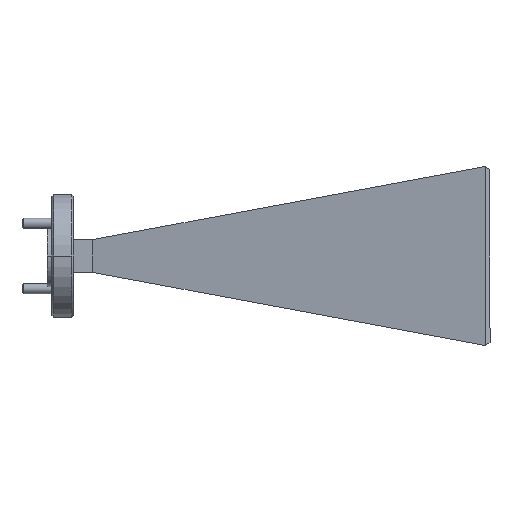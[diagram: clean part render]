
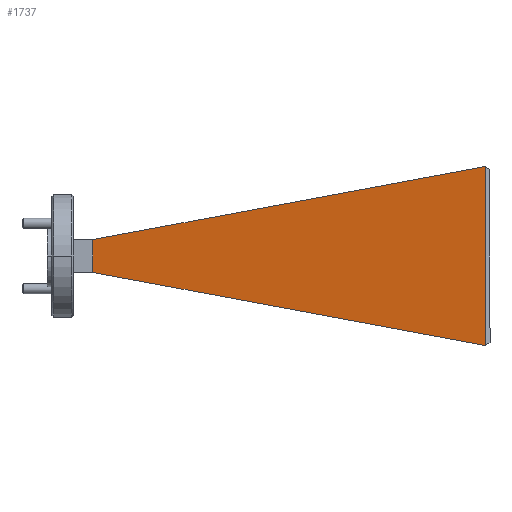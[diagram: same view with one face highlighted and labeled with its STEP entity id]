
A CAD part, front view. The second image highlights one B-rep face of the part: STEP entity #1737.
In plain terms, the highlighted planar face has unit normal (-0.153, -0.988, 0).
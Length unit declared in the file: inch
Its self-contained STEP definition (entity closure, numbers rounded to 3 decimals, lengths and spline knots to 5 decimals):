
#80 = ORIENTED_EDGE ( 'NONE', *, *, #1331, .T. ) ;
#132 = CARTESIAN_POINT ( 'NONE',  ( -2.7707, 1.48935, -0.16536 ) ) ;
#161 = DIRECTION ( 'NONE',  ( 0., 0., 1. ) ) ;
#223 = CARTESIAN_POINT ( 'NONE',  ( -0.38034, 1.11894, 0.38061 ) ) ;
#252 = VECTOR ( 'NONE', #876, 39.37008 ) ;
#257 = ORIENTED_EDGE ( 'NONE', *, *, #655, .F. ) ;
#367 = LINE ( 'NONE', #132, #252 ) ;
#479 = LINE ( 'NONE', #924, #2109 ) ;
#487 = VERTEX_POINT ( 'NONE', #1519 ) ;
#492 = EDGE_CURVE ( 'NONE', #487, #1588, #618, .T. ) ;
#584 = EDGE_LOOP ( 'NONE', ( #257, #1186, #782, #80 ) ) ;
#618 = LINE ( 'NONE', #718, #1248 ) ;
#655 = EDGE_CURVE ( 'NONE', #487, #2344, #789, .T. ) ;
#718 = CARTESIAN_POINT ( 'NONE',  ( -0.38034, 1.11894, -0.16536 ) ) ;
#782 = ORIENTED_EDGE ( 'NONE', *, *, #1580, .F. ) ;
#789 = LINE ( 'NONE', #1698, #1627 ) ;
#876 = DIRECTION ( 'NONE',  ( 0., 0., -1. ) ) ;
#924 = CARTESIAN_POINT ( 'NONE',  ( -2.7707, 1.48935, -0.06536 ) ) ;
#936 = DIRECTION ( 'NONE',  ( 0.972, -0.151, 0.181 ) ) ;
#944 = CARTESIAN_POINT ( 'NONE',  ( -0.98387, 1.21246, -0.16536 ) ) ;
#1186 = ORIENTED_EDGE ( 'NONE', *, *, #492, .T. ) ;
#1248 = VECTOR ( 'NONE', #161, 39.37008 ) ;
#1287 = CARTESIAN_POINT ( 'NONE',  ( -2.7707, 1.48935, -0.06536 ) ) ;
#1331 = EDGE_CURVE ( 'NONE', #1406, #2344, #367, .T. ) ;
#1364 = CARTESIAN_POINT ( 'NONE',  ( -2.7707, 1.48935, -0.26536 ) ) ;
#1406 = VERTEX_POINT ( 'NONE', #1287 ) ;
#1519 = CARTESIAN_POINT ( 'NONE',  ( -0.38034, 1.11894, -0.71133 ) ) ;
#1532 = PLANE ( 'NONE',  #1633 ) ;
#1580 = EDGE_CURVE ( 'NONE', #1406, #1588, #479, .T. ) ;
#1588 = VERTEX_POINT ( 'NONE', #223 ) ;
#1627 = VECTOR ( 'NONE', #2101, 39.37008 ) ;
#1633 = AXIS2_PLACEMENT_3D ( 'NONE', #944, #1696, #1705 ) ;
#1696 = DIRECTION ( 'NONE',  ( -0.153, -0.988, 0. ) ) ;
#1698 = CARTESIAN_POINT ( 'NONE',  ( -0.38034, 1.11894, -0.71133 ) ) ;
#1705 = DIRECTION ( 'NONE',  ( 0.988, -0.153, 0. ) ) ;
#1737 = ADVANCED_FACE ( 'NONE', ( #2017 ), #1532, .T. ) ;
#2017 = FACE_OUTER_BOUND ( 'NONE', #584, .T. ) ;
#2101 = DIRECTION ( 'NONE',  ( -0.972, 0.151, 0.181 ) ) ;
#2109 = VECTOR ( 'NONE', #936, 39.37008 ) ;
#2344 = VERTEX_POINT ( 'NONE', #1364 ) ;
